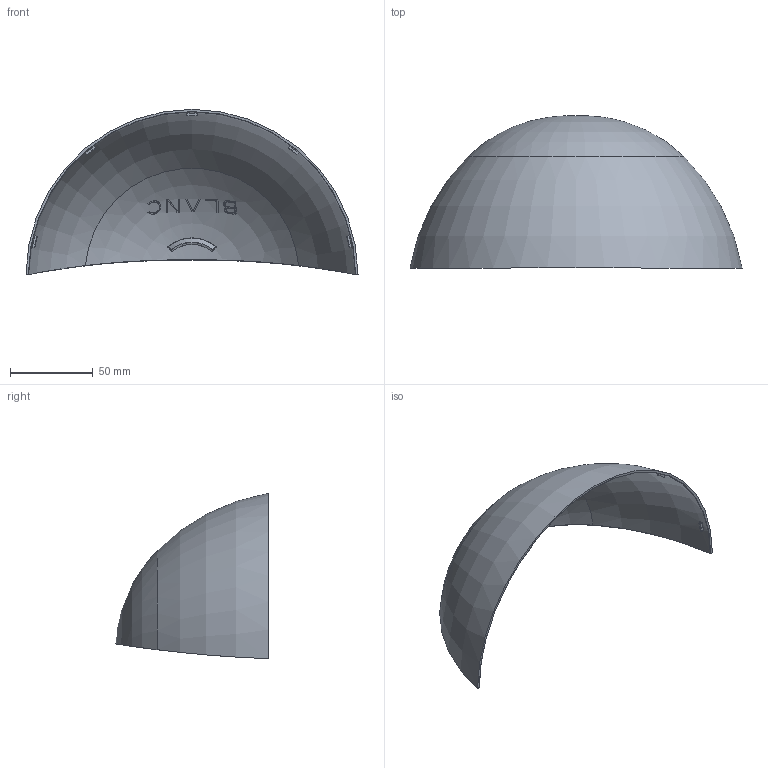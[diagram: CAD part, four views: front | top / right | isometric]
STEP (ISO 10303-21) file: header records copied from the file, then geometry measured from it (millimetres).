
FILE_DESCRIPTION (( 'STEP AP203' ), '1' );
FILE_NAME ('BLANC.02.01 Top shield rev F.STEP', '2021-04-14T09:32:33', ( '' ), ( '' ), 'SwSTEP 2.0', 'SolidWorks 2019', '' );
FILE_SCHEMA (( 'CONFIG_CONTROL_DESIGN' ));
Length unit declared in the file: millimetre
Products named in the file (1): BLANC.02.01 Top shield rev F
Bounding box: 201.15 x 92.4 x 100.18 mm (x, y, z)
Volume: 40396 mm3; surface area: 55053.4 mm2
Topology: 1 solids, 1 shells, 327 faces, 776 edges, 467 vertices
Faces by surface type: bspline 209, torus 42, sphere 40, cone 24, plane 12
Entity records: 20450 total; most frequent: CARTESIAN_POINT 14517, ORIENTED_EDGE 1544, EDGE_CURVE 772, DIRECTION 690, B_SPLINE_CURVE_WITH_KNOTS 546, VERTEX_POINT 465, EDGE_LOOP 345, AXIS2_PLACEMENT_3D 345
